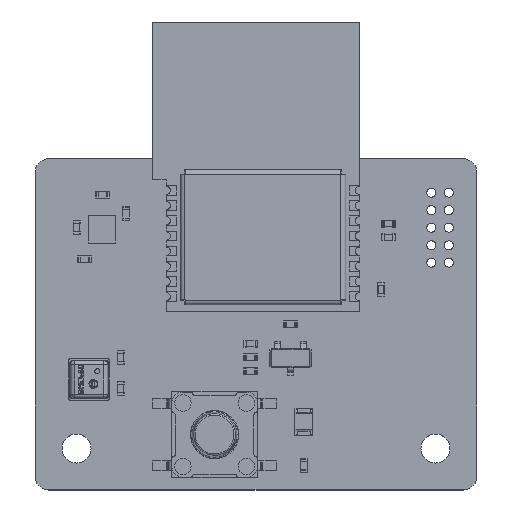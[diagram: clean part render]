
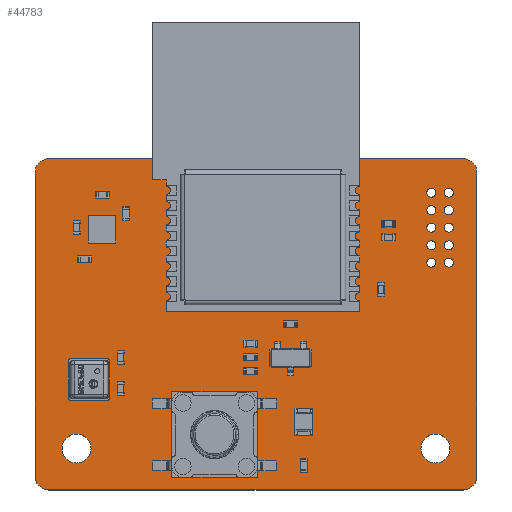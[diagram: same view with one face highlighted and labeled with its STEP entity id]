
A CAD part, top view. The second image highlights one B-rep face of the part: STEP entity #44783.
In plain terms, the highlighted planar face has unit normal (0, 0, 1).
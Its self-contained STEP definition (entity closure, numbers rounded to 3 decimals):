
#44502 = VERTEX_POINT('',#44503);
#44503 = CARTESIAN_POINT('',(15.,12.,1.6));
#44509 = EDGE_CURVE('',#44502,#44510,#44512,.T.);
#44510 = VERTEX_POINT('',#44511);
#44511 = CARTESIAN_POINT('',(16.,11.,1.6));
#44512 = CIRCLE('',#44513,1.);
#44513 = AXIS2_PLACEMENT_3D('',#44514,#44515,#44516);
#44514 = CARTESIAN_POINT('',(15.,11.,1.6));
#44515 = DIRECTION('',(0.,0.,-1.));
#44516 = DIRECTION('',(0.,1.,0.));
#44544 = VERTEX_POINT('',#44545);
#44545 = CARTESIAN_POINT('',(-15.,12.,1.6));
#44551 = EDGE_CURVE('',#44544,#44502,#44552,.T.);
#44552 = LINE('',#44553,#44554);
#44553 = CARTESIAN_POINT('',(-15.,12.,1.6));
#44554 = VECTOR('',#44555,1.);
#44555 = DIRECTION('',(1.,0.,0.));
#44573 = EDGE_CURVE('',#44510,#44574,#44576,.T.);
#44574 = VERTEX_POINT('',#44575);
#44575 = CARTESIAN_POINT('',(16.,-11.,1.6));
#44576 = LINE('',#44577,#44578);
#44577 = CARTESIAN_POINT('',(16.,11.,1.6));
#44578 = VECTOR('',#44579,1.);
#44579 = DIRECTION('',(0.,-1.,0.));
#44783 = ADVANCED_FACE('',(#44784,#44830,#44841,#44852,#44863,#44874,
    #44885,#44896,#44907,#44918,#44929,#44940,#44951),#44962,.T.);
#44784 = FACE_BOUND('',#44785,.T.);
#44785 = EDGE_LOOP('',(#44786,#44787,#44788,#44797,#44805,#44814,#44822,
    #44829));
#44786 = ORIENTED_EDGE('',*,*,#44509,.F.);
#44787 = ORIENTED_EDGE('',*,*,#44551,.F.);
#44788 = ORIENTED_EDGE('',*,*,#44789,.F.);
#44789 = EDGE_CURVE('',#44790,#44544,#44792,.T.);
#44790 = VERTEX_POINT('',#44791);
#44791 = CARTESIAN_POINT('',(-16.,11.,1.6));
#44792 = CIRCLE('',#44793,1.);
#44793 = AXIS2_PLACEMENT_3D('',#44794,#44795,#44796);
#44794 = CARTESIAN_POINT('',(-15.,11.,1.6));
#44795 = DIRECTION('',(0.,0.,-1.));
#44796 = DIRECTION('',(-1.,0.,-0.));
#44797 = ORIENTED_EDGE('',*,*,#44798,.F.);
#44798 = EDGE_CURVE('',#44799,#44790,#44801,.T.);
#44799 = VERTEX_POINT('',#44800);
#44800 = CARTESIAN_POINT('',(-16.,-11.,1.6));
#44801 = LINE('',#44802,#44803);
#44802 = CARTESIAN_POINT('',(-16.,-11.,1.6));
#44803 = VECTOR('',#44804,1.);
#44804 = DIRECTION('',(0.,1.,0.));
#44805 = ORIENTED_EDGE('',*,*,#44806,.F.);
#44806 = EDGE_CURVE('',#44807,#44799,#44809,.T.);
#44807 = VERTEX_POINT('',#44808);
#44808 = CARTESIAN_POINT('',(-15.,-12.,1.6));
#44809 = CIRCLE('',#44810,1.);
#44810 = AXIS2_PLACEMENT_3D('',#44811,#44812,#44813);
#44811 = CARTESIAN_POINT('',(-15.,-11.,1.6));
#44812 = DIRECTION('',(0.,0.,-1.));
#44813 = DIRECTION('',(0.,-1.,0.));
#44814 = ORIENTED_EDGE('',*,*,#44815,.F.);
#44815 = EDGE_CURVE('',#44816,#44807,#44818,.T.);
#44816 = VERTEX_POINT('',#44817);
#44817 = CARTESIAN_POINT('',(15.,-12.,1.6));
#44818 = LINE('',#44819,#44820);
#44819 = CARTESIAN_POINT('',(15.,-12.,1.6));
#44820 = VECTOR('',#44821,1.);
#44821 = DIRECTION('',(-1.,0.,0.));
#44822 = ORIENTED_EDGE('',*,*,#44823,.F.);
#44823 = EDGE_CURVE('',#44574,#44816,#44824,.T.);
#44824 = CIRCLE('',#44825,1.);
#44825 = AXIS2_PLACEMENT_3D('',#44826,#44827,#44828);
#44826 = CARTESIAN_POINT('',(15.,-11.,1.6));
#44827 = DIRECTION('',(0.,0.,-1.));
#44828 = DIRECTION('',(1.,0.,0.));
#44829 = ORIENTED_EDGE('',*,*,#44573,.F.);
#44830 = FACE_BOUND('',#44831,.T.);
#44831 = EDGE_LOOP('',(#44832));
#44832 = ORIENTED_EDGE('',*,*,#44833,.T.);
#44833 = EDGE_CURVE('',#44834,#44834,#44836,.T.);
#44834 = VERTEX_POINT('',#44835);
#44835 = CARTESIAN_POINT('',(-13.,-10.05,1.6));
#44836 = CIRCLE('',#44837,1.05);
#44837 = AXIS2_PLACEMENT_3D('',#44838,#44839,#44840);
#44838 = CARTESIAN_POINT('',(-13.,-9.,1.6));
#44839 = DIRECTION('',(-0.,0.,-1.));
#44840 = DIRECTION('',(-0.,-1.,0.));
#44841 = FACE_BOUND('',#44842,.T.);
#44842 = EDGE_LOOP('',(#44843));
#44843 = ORIENTED_EDGE('',*,*,#44844,.T.);
#44844 = EDGE_CURVE('',#44845,#44845,#44847,.T.);
#44845 = VERTEX_POINT('',#44846);
#44846 = CARTESIAN_POINT('',(13.,-10.05,1.6));
#44847 = CIRCLE('',#44848,1.05);
#44848 = AXIS2_PLACEMENT_3D('',#44849,#44850,#44851);
#44849 = CARTESIAN_POINT('',(13.,-9.,1.6));
#44850 = DIRECTION('',(-0.,0.,-1.));
#44851 = DIRECTION('',(-0.,-1.,0.));
#44852 = FACE_BOUND('',#44853,.T.);
#44853 = EDGE_LOOP('',(#44854));
#44854 = ORIENTED_EDGE('',*,*,#44855,.T.);
#44855 = EDGE_CURVE('',#44856,#44856,#44858,.T.);
#44856 = VERTEX_POINT('',#44857);
#44857 = CARTESIAN_POINT('',(12.7,4.135,1.6));
#44858 = CIRCLE('',#44859,0.325);
#44859 = AXIS2_PLACEMENT_3D('',#44860,#44861,#44862);
#44860 = CARTESIAN_POINT('',(12.7,4.46,1.6));
#44861 = DIRECTION('',(-0.,0.,-1.));
#44862 = DIRECTION('',(-0.,-1.,0.));
#44863 = FACE_BOUND('',#44864,.T.);
#44864 = EDGE_LOOP('',(#44865));
#44865 = ORIENTED_EDGE('',*,*,#44866,.T.);
#44866 = EDGE_CURVE('',#44867,#44867,#44869,.T.);
#44867 = VERTEX_POINT('',#44868);
#44868 = CARTESIAN_POINT('',(13.97,4.135,1.6));
#44869 = CIRCLE('',#44870,0.325);
#44870 = AXIS2_PLACEMENT_3D('',#44871,#44872,#44873);
#44871 = CARTESIAN_POINT('',(13.97,4.46,1.6));
#44872 = DIRECTION('',(-0.,0.,-1.));
#44873 = DIRECTION('',(0.,-1.,-0.));
#44874 = FACE_BOUND('',#44875,.T.);
#44875 = EDGE_LOOP('',(#44876));
#44876 = ORIENTED_EDGE('',*,*,#44877,.T.);
#44877 = EDGE_CURVE('',#44878,#44878,#44880,.T.);
#44878 = VERTEX_POINT('',#44879);
#44879 = CARTESIAN_POINT('',(12.7,5.405,1.6));
#44880 = CIRCLE('',#44881,0.325);
#44881 = AXIS2_PLACEMENT_3D('',#44882,#44883,#44884);
#44882 = CARTESIAN_POINT('',(12.7,5.73,1.6));
#44883 = DIRECTION('',(-0.,0.,-1.));
#44884 = DIRECTION('',(-0.,-1.,0.));
#44885 = FACE_BOUND('',#44886,.T.);
#44886 = EDGE_LOOP('',(#44887));
#44887 = ORIENTED_EDGE('',*,*,#44888,.T.);
#44888 = EDGE_CURVE('',#44889,#44889,#44891,.T.);
#44889 = VERTEX_POINT('',#44890);
#44890 = CARTESIAN_POINT('',(13.97,5.405,1.6));
#44891 = CIRCLE('',#44892,0.325);
#44892 = AXIS2_PLACEMENT_3D('',#44893,#44894,#44895);
#44893 = CARTESIAN_POINT('',(13.97,5.73,1.6));
#44894 = DIRECTION('',(-0.,0.,-1.));
#44895 = DIRECTION('',(0.,-1.,-0.));
#44896 = FACE_BOUND('',#44897,.T.);
#44897 = EDGE_LOOP('',(#44898));
#44898 = ORIENTED_EDGE('',*,*,#44899,.T.);
#44899 = EDGE_CURVE('',#44900,#44900,#44902,.T.);
#44900 = VERTEX_POINT('',#44901);
#44901 = CARTESIAN_POINT('',(12.7,6.675,1.6));
#44902 = CIRCLE('',#44903,0.325);
#44903 = AXIS2_PLACEMENT_3D('',#44904,#44905,#44906);
#44904 = CARTESIAN_POINT('',(12.7,7.,1.6));
#44905 = DIRECTION('',(-0.,0.,-1.));
#44906 = DIRECTION('',(-0.,-1.,0.));
#44907 = FACE_BOUND('',#44908,.T.);
#44908 = EDGE_LOOP('',(#44909));
#44909 = ORIENTED_EDGE('',*,*,#44910,.T.);
#44910 = EDGE_CURVE('',#44911,#44911,#44913,.T.);
#44911 = VERTEX_POINT('',#44912);
#44912 = CARTESIAN_POINT('',(13.97,6.675,1.6));
#44913 = CIRCLE('',#44914,0.325);
#44914 = AXIS2_PLACEMENT_3D('',#44915,#44916,#44917);
#44915 = CARTESIAN_POINT('',(13.97,7.,1.6));
#44916 = DIRECTION('',(-0.,0.,-1.));
#44917 = DIRECTION('',(0.,-1.,-0.));
#44918 = FACE_BOUND('',#44919,.T.);
#44919 = EDGE_LOOP('',(#44920));
#44920 = ORIENTED_EDGE('',*,*,#44921,.T.);
#44921 = EDGE_CURVE('',#44922,#44922,#44924,.T.);
#44922 = VERTEX_POINT('',#44923);
#44923 = CARTESIAN_POINT('',(12.7,7.945,1.6));
#44924 = CIRCLE('',#44925,0.325);
#44925 = AXIS2_PLACEMENT_3D('',#44926,#44927,#44928);
#44926 = CARTESIAN_POINT('',(12.7,8.27,1.6));
#44927 = DIRECTION('',(-0.,0.,-1.));
#44928 = DIRECTION('',(-0.,-1.,0.));
#44929 = FACE_BOUND('',#44930,.T.);
#44930 = EDGE_LOOP('',(#44931));
#44931 = ORIENTED_EDGE('',*,*,#44932,.T.);
#44932 = EDGE_CURVE('',#44933,#44933,#44935,.T.);
#44933 = VERTEX_POINT('',#44934);
#44934 = CARTESIAN_POINT('',(13.97,7.945,1.6));
#44935 = CIRCLE('',#44936,0.325);
#44936 = AXIS2_PLACEMENT_3D('',#44937,#44938,#44939);
#44937 = CARTESIAN_POINT('',(13.97,8.27,1.6));
#44938 = DIRECTION('',(-0.,0.,-1.));
#44939 = DIRECTION('',(0.,-1.,-0.));
#44940 = FACE_BOUND('',#44941,.T.);
#44941 = EDGE_LOOP('',(#44942));
#44942 = ORIENTED_EDGE('',*,*,#44943,.T.);
#44943 = EDGE_CURVE('',#44944,#44944,#44946,.T.);
#44944 = VERTEX_POINT('',#44945);
#44945 = CARTESIAN_POINT('',(12.7,9.215,1.6));
#44946 = CIRCLE('',#44947,0.325);
#44947 = AXIS2_PLACEMENT_3D('',#44948,#44949,#44950);
#44948 = CARTESIAN_POINT('',(12.7,9.54,1.6));
#44949 = DIRECTION('',(-0.,0.,-1.));
#44950 = DIRECTION('',(-0.,-1.,0.));
#44951 = FACE_BOUND('',#44952,.T.);
#44952 = EDGE_LOOP('',(#44953));
#44953 = ORIENTED_EDGE('',*,*,#44954,.T.);
#44954 = EDGE_CURVE('',#44955,#44955,#44957,.T.);
#44955 = VERTEX_POINT('',#44956);
#44956 = CARTESIAN_POINT('',(13.97,9.215,1.6));
#44957 = CIRCLE('',#44958,0.325);
#44958 = AXIS2_PLACEMENT_3D('',#44959,#44960,#44961);
#44959 = CARTESIAN_POINT('',(13.97,9.54,1.6));
#44960 = DIRECTION('',(-0.,0.,-1.));
#44961 = DIRECTION('',(0.,-1.,-0.));
#44962 = PLANE('',#44963);
#44963 = AXIS2_PLACEMENT_3D('',#44964,#44965,#44966);
#44964 = CARTESIAN_POINT('',(0.,0.,1.6));
#44965 = DIRECTION('',(0.,0.,1.));
#44966 = DIRECTION('',(1.,0.,-0.));
